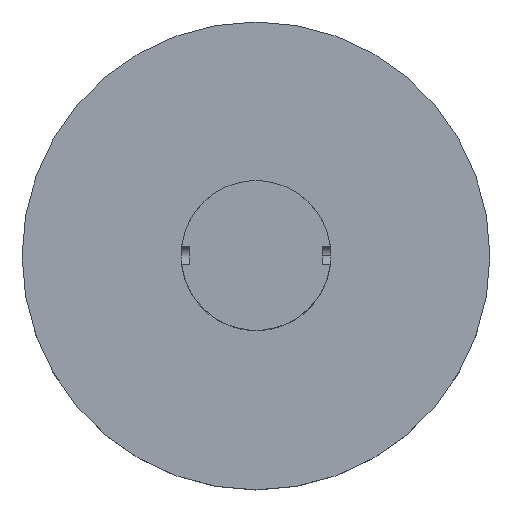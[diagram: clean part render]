
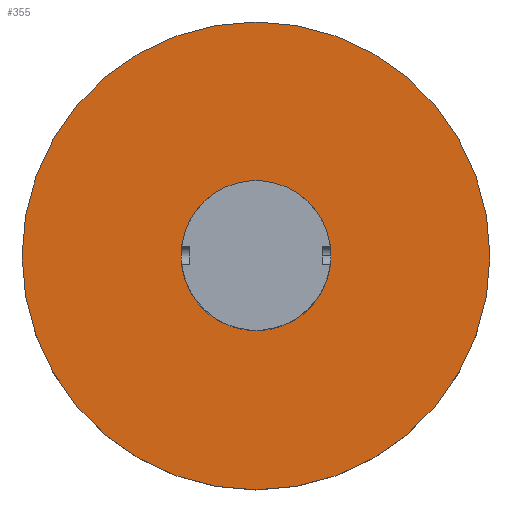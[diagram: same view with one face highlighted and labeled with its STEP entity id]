
A CAD part, top view. The second image highlights one B-rep face of the part: STEP entity #355.
In plain terms, the highlighted planar face has unit normal (0, 0, 1).
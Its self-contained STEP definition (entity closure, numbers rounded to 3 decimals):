
#15 = ORIENTED_EDGE ( 'NONE', *, *, #67, .F. ) ;
#22 = DIRECTION ( 'NONE',  ( 1., 0., 0. ) ) ;
#39 = DIRECTION ( 'NONE',  ( 0., 0., -1. ) ) ;
#67 = EDGE_CURVE ( 'NONE', #265, #159, #534, .T. ) ;
#83 = AXIS2_PLACEMENT_3D ( 'NONE', #368, #620, #793 ) ;
#86 = CARTESIAN_POINT ( 'NONE',  ( -39.688, 0., -44.45 ) ) ;
#131 = AXIS2_PLACEMENT_3D ( 'NONE', #522, #698, #22 ) ;
#138 = DIRECTION ( 'NONE',  ( 0., 0., 1. ) ) ;
#149 = EDGE_CURVE ( 'NONE', #624, #228, #338, .T. ) ;
#159 = VERTEX_POINT ( 'NONE', #679 ) ;
#183 = DIRECTION ( 'NONE',  ( 1., 0., 0. ) ) ;
#208 = PLANE ( 'NONE',  #539 ) ;
#210 = ORIENTED_EDGE ( 'NONE', *, *, #271, .F. ) ;
#212 = ORIENTED_EDGE ( 'NONE', *, *, #275, .T. ) ;
#215 = CARTESIAN_POINT ( 'NONE',  ( 0., 12.7, -44.45 ) ) ;
#228 = VERTEX_POINT ( 'NONE', #369 ) ;
#234 = CARTESIAN_POINT ( 'NONE',  ( 0., 0., -44.45 ) ) ;
#258 = FACE_BOUND ( 'NONE', #764, .T. ) ;
#265 = VERTEX_POINT ( 'NONE', #383 ) ;
#267 = CIRCLE ( 'NONE', #131, 39.688 ) ;
#271 = EDGE_CURVE ( 'NONE', #159, #265, #777, .T. ) ;
#275 = EDGE_CURVE ( 'NONE', #228, #624, #267, .T. ) ;
#338 = CIRCLE ( 'NONE', #83, 39.688 ) ;
#355 = ADVANCED_FACE ( 'NONE', ( #258, #451 ), #208, .F. ) ;
#368 = CARTESIAN_POINT ( 'NONE',  ( 0., 0., -44.45 ) ) ;
#369 = CARTESIAN_POINT ( 'NONE',  ( 39.688, 0., -44.45 ) ) ;
#383 = CARTESIAN_POINT ( 'NONE',  ( 12.7, 0., -44.45 ) ) ;
#426 = DIRECTION ( 'NONE',  ( 0., 0., 1. ) ) ;
#451 = FACE_OUTER_BOUND ( 'NONE', #650, .T. ) ;
#522 = CARTESIAN_POINT ( 'NONE',  ( 0., 0., -44.45 ) ) ;
#534 = CIRCLE ( 'NONE', #751, 12.7 ) ;
#539 = AXIS2_PLACEMENT_3D ( 'NONE', #215, #39, #708 ) ;
#584 = AXIS2_PLACEMENT_3D ( 'NONE', #647, #138, #696 ) ;
#620 = DIRECTION ( 'NONE',  ( 0., 0., 1. ) ) ;
#624 = VERTEX_POINT ( 'NONE', #86 ) ;
#647 = CARTESIAN_POINT ( 'NONE',  ( 0., 0., -44.45 ) ) ;
#650 = EDGE_LOOP ( 'NONE', ( #212, #739 ) ) ;
#679 = CARTESIAN_POINT ( 'NONE',  ( -12.7, 0., -44.45 ) ) ;
#696 = DIRECTION ( 'NONE',  ( 1., 0., 0. ) ) ;
#698 = DIRECTION ( 'NONE',  ( 0., 0., 1. ) ) ;
#708 = DIRECTION ( 'NONE',  ( -1., 0., 0. ) ) ;
#739 = ORIENTED_EDGE ( 'NONE', *, *, #149, .T. ) ;
#751 = AXIS2_PLACEMENT_3D ( 'NONE', #234, #426, #183 ) ;
#764 = EDGE_LOOP ( 'NONE', ( #15, #210 ) ) ;
#777 = CIRCLE ( 'NONE', #584, 12.7 ) ;
#793 = DIRECTION ( 'NONE',  ( 1., 0., 0. ) ) ;
